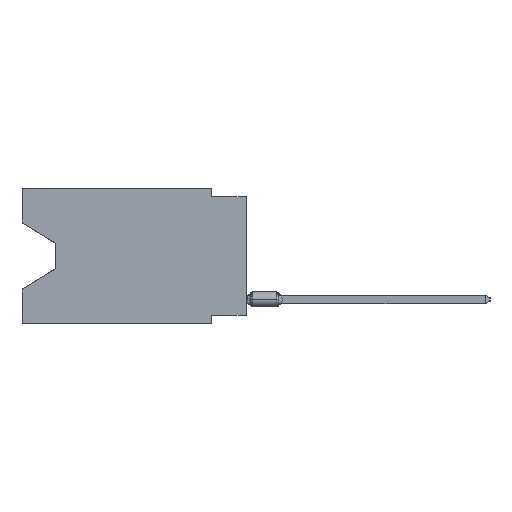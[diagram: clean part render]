
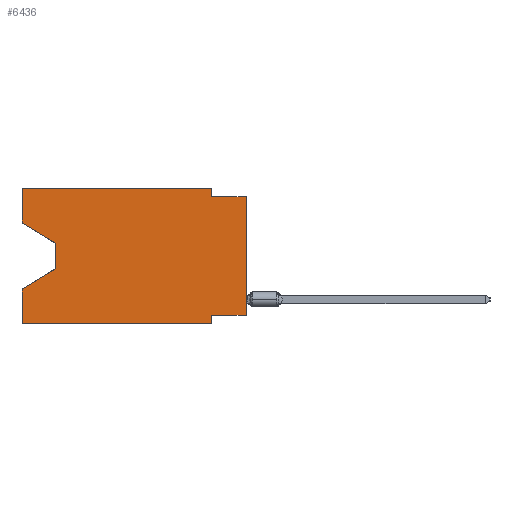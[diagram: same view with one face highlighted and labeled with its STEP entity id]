
A CAD part, left-side view. The second image highlights one B-rep face of the part: STEP entity #6436.
In plain terms, the highlighted planar face has unit normal (-1, 0, 0).
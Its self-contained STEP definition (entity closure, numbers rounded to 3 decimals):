
#542 = LINE ( 'NONE', #39631, #35830 ) ;
#878 = CARTESIAN_POINT ( 'NONE',  ( 0., 16.383, -2.546 ) ) ;
#1332 = CARTESIAN_POINT ( 'NONE',  ( 0., 16.383, 0. ) ) ;
#1471 = VECTOR ( 'NONE', #32392, 1000. ) ;
#2478 = DIRECTION ( 'NONE',  ( 0., -1., 0. ) ) ;
#2937 = VERTEX_POINT ( 'NONE', #17732 ) ;
#4136 = DIRECTION ( 'NONE',  ( 0., 0., -1. ) ) ;
#4447 = EDGE_CURVE ( 'NONE', #44104, #26798, #45744, .T. ) ;
#4764 = VECTOR ( 'NONE', #28565, 1000. ) ;
#6436 = ADVANCED_FACE ( 'NONE', ( #49881 ), #49367, .F. ) ;
#6949 = EDGE_CURVE ( 'NONE', #44832, #35595, #40254, .T. ) ;
#7080 = CARTESIAN_POINT ( 'NONE',  ( 0., 16.383, 0. ) ) ;
#7326 = ORIENTED_EDGE ( 'NONE', *, *, #48424, .F. ) ;
#7508 = VECTOR ( 'NONE', #4136, 1000. ) ;
#7661 = VECTOR ( 'NONE', #33724, 1000. ) ;
#7794 = VERTEX_POINT ( 'NONE', #11859 ) ;
#7966 = ORIENTED_EDGE ( 'NONE', *, *, #26149, .T. ) ;
#8011 = CARTESIAN_POINT ( 'NONE',  ( 0., 2.54, 0. ) ) ;
#8470 = ORIENTED_EDGE ( 'NONE', *, *, #44144, .T. ) ;
#8554 = DIRECTION ( 'NONE',  ( 0., -0.855, -0.519 ) ) ;
#9141 = CARTESIAN_POINT ( 'NONE',  ( 0., 0., -9.271 ) ) ;
#9638 = CARTESIAN_POINT ( 'NONE',  ( 0., 0., 0. ) ) ;
#9987 = LINE ( 'NONE', #21889, #16688 ) ;
#10099 = LINE ( 'NONE', #25903, #19884 ) ;
#10293 = CARTESIAN_POINT ( 'NONE',  ( 0., 2.54, 0. ) ) ;
#10470 = VECTOR ( 'NONE', #41252, 1000. ) ;
#11859 = CARTESIAN_POINT ( 'NONE',  ( 0., 0., -9.271 ) ) ;
#12116 = CARTESIAN_POINT ( 'NONE',  ( 0., 16.383, -9.906 ) ) ;
#13650 = DIRECTION ( 'NONE',  ( 0., 0., -1. ) ) ;
#13745 = EDGE_CURVE ( 'NONE', #7794, #50232, #45104, .T. ) ;
#14722 = EDGE_CURVE ( 'NONE', #35167, #44104, #26258, .T. ) ;
#15391 = ORIENTED_EDGE ( 'NONE', *, *, #26081, .F. ) ;
#16688 = VECTOR ( 'NONE', #46211, 1000. ) ;
#16742 = VECTOR ( 'NONE', #13650, 1000. ) ;
#16916 = VERTEX_POINT ( 'NONE', #22996 ) ;
#17416 = LINE ( 'NONE', #25966, #10470 ) ;
#17732 = CARTESIAN_POINT ( 'NONE',  ( 0., 2.54, -9.906 ) ) ;
#18351 = VECTOR ( 'NONE', #38682, 1000. ) ;
#18573 = DIRECTION ( 'NONE',  ( 1., 0., 0. ) ) ;
#19427 = ORIENTED_EDGE ( 'NONE', *, *, #14722, .F. ) ;
#19884 = VECTOR ( 'NONE', #41698, 1000. ) ;
#20325 = CARTESIAN_POINT ( 'NONE',  ( 0., 13.97, -5.893 ) ) ;
#21889 = CARTESIAN_POINT ( 'NONE',  ( 0., 2.54, -9.906 ) ) ;
#22996 = CARTESIAN_POINT ( 'NONE',  ( 0., 2.54, -9.271 ) ) ;
#23671 = EDGE_LOOP ( 'NONE', ( #30064, #8470, #35930, #25281, #7966, #15391, #7326, #43248, #32614, #50770, #19427, #29178 ) ) ;
#25109 = CARTESIAN_POINT ( 'NONE',  ( 0., 2.54, -0.635 ) ) ;
#25281 = ORIENTED_EDGE ( 'NONE', *, *, #48880, .F. ) ;
#25903 = CARTESIAN_POINT ( 'NONE',  ( 0., 0., -0.635 ) ) ;
#25966 = CARTESIAN_POINT ( 'NONE',  ( 0., 16.383, 0. ) ) ;
#26081 = EDGE_CURVE ( 'NONE', #16916, #2937, #9987, .T. ) ;
#26149 = EDGE_CURVE ( 'NONE', #34748, #2937, #37972, .T. ) ;
#26258 = LINE ( 'NONE', #7080, #18351 ) ;
#26798 = VERTEX_POINT ( 'NONE', #25109 ) ;
#27866 = CARTESIAN_POINT ( 'NONE',  ( 0., 16.383, 0. ) ) ;
#28565 = DIRECTION ( 'NONE',  ( 0., 1., 0. ) ) ;
#29178 = ORIENTED_EDGE ( 'NONE', *, *, #34122, .F. ) ;
#29721 = DIRECTION ( 'NONE',  ( 0., 0., -1. ) ) ;
#30064 = ORIENTED_EDGE ( 'NONE', *, *, #39503, .T. ) ;
#32392 = DIRECTION ( 'NONE',  ( 0., 0., 1. ) ) ;
#32614 = ORIENTED_EDGE ( 'NONE', *, *, #50250, .F. ) ;
#32714 = VERTEX_POINT ( 'NONE', #878 ) ;
#33724 = DIRECTION ( 'NONE',  ( 0., 0., 1. ) ) ;
#34122 = EDGE_CURVE ( 'NONE', #32714, #35167, #17416, .T. ) ;
#34748 = VERTEX_POINT ( 'NONE', #12116 ) ;
#35167 = VERTEX_POINT ( 'NONE', #27866 ) ;
#35595 = VERTEX_POINT ( 'NONE', #47711 ) ;
#35830 = VECTOR ( 'NONE', #8554, 1000. ) ;
#35930 = ORIENTED_EDGE ( 'NONE', *, *, #6949, .T. ) ;
#36806 = LINE ( 'NONE', #1332, #1471 ) ;
#37206 = CARTESIAN_POINT ( 'NONE',  ( 0., 13.97, -5.893 ) ) ;
#37310 = CARTESIAN_POINT ( 'NONE',  ( 0., 0., -0.635 ) ) ;
#37972 = LINE ( 'NONE', #49073, #39882 ) ;
#38682 = DIRECTION ( 'NONE',  ( 0., -1., 0. ) ) ;
#39209 = AXIS2_PLACEMENT_3D ( 'NONE', #50384, #18573, #29721 ) ;
#39503 = EDGE_CURVE ( 'NONE', #32714, #44187, #542, .T. ) ;
#39602 = LINE ( 'NONE', #50482, #7508 ) ;
#39631 = CARTESIAN_POINT ( 'NONE',  ( 0., 16.383, -2.546 ) ) ;
#39882 = VECTOR ( 'NONE', #2478, 1000. ) ;
#40254 = LINE ( 'NONE', #20325, #41062 ) ;
#41062 = VECTOR ( 'NONE', #47002, 1000. ) ;
#41252 = DIRECTION ( 'NONE',  ( 0., 0., 1. ) ) ;
#41253 = LINE ( 'NONE', #9141, #4764 ) ;
#41698 = DIRECTION ( 'NONE',  ( 0., -1., 0. ) ) ;
#43248 = ORIENTED_EDGE ( 'NONE', *, *, #13745, .T. ) ;
#43479 = CARTESIAN_POINT ( 'NONE',  ( 0., 13.97, -4.013 ) ) ;
#44104 = VERTEX_POINT ( 'NONE', #8011 ) ;
#44144 = EDGE_CURVE ( 'NONE', #44187, #44832, #39602, .T. ) ;
#44187 = VERTEX_POINT ( 'NONE', #43479 ) ;
#44832 = VERTEX_POINT ( 'NONE', #37206 ) ;
#45104 = LINE ( 'NONE', #9638, #7661 ) ;
#45744 = LINE ( 'NONE', #10293, #16742 ) ;
#46211 = DIRECTION ( 'NONE',  ( 0., 0., -1. ) ) ;
#47002 = DIRECTION ( 'NONE',  ( 0., 0.855, -0.519 ) ) ;
#47711 = CARTESIAN_POINT ( 'NONE',  ( 0., 16.383, -7.36 ) ) ;
#48424 = EDGE_CURVE ( 'NONE', #7794, #16916, #41253, .T. ) ;
#48880 = EDGE_CURVE ( 'NONE', #34748, #35595, #36806, .T. ) ;
#49073 = CARTESIAN_POINT ( 'NONE',  ( 0., 16.383, -9.906 ) ) ;
#49367 = PLANE ( 'NONE',  #39209 ) ;
#49881 = FACE_OUTER_BOUND ( 'NONE', #23671, .T. ) ;
#50232 = VERTEX_POINT ( 'NONE', #37310 ) ;
#50250 = EDGE_CURVE ( 'NONE', #26798, #50232, #10099, .T. ) ;
#50384 = CARTESIAN_POINT ( 'NONE',  ( 0., 16.383, 0. ) ) ;
#50482 = CARTESIAN_POINT ( 'NONE',  ( 0., 13.97, -4.013 ) ) ;
#50770 = ORIENTED_EDGE ( 'NONE', *, *, #4447, .F. ) ;
